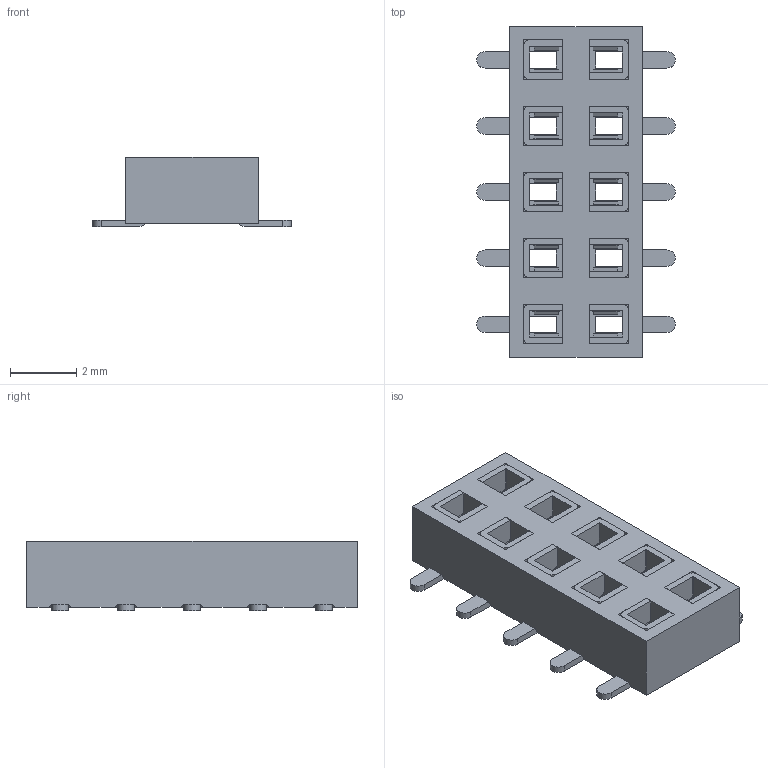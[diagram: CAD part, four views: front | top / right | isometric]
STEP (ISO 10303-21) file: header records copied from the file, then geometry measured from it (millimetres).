
FILE_DESCRIPTION(/* description */ ('Unknown'),/* implementation_level */ '2;1');
FILE_NAME(/* name */ 'J_Wurth_WR-PHD_62101021821',/* time_stamp */ '2025-04-28T11:37:48+08:00',/* author */ ('Unknown'),/* organization */ ('Unknown'),/* preprocessor_version */ 'ST-DEVELOPER v19.4',/* originating_system */ 'Solid Edge',/* authorisation */ 'Unknown');
FILE_SCHEMA (('AUTOMOTIVE_DESIGN {1 0 10303 214 3 1 1}'));
Length unit declared in the file: millimetre
Products named in the file (2): J_Wurth_WR-PHD_62101021821
Assembly tree (1 placements, depth 2):
  J_Wurth_WR-PHD_62101021821
    J_Wurth_WR-PHD_62101021821
Bounding box: 6 x 10 x 2.1 mm (x, y, z)
Volume: 62.5 mm3; surface area: 345.1 mm2
Topology: 11 solids, 11 shells, 746 faces, 2002 edges, 1268 vertices
Faces by surface type: plane 416, cylinder 290, bspline 40
Entity records: 23506 total; most frequent: CARTESIAN_POINT 4778, ORIENTED_EDGE 4004, DIRECTION 3758, EDGE_CURVE 2002, LINE 1342, VECTOR 1342, VERTEX_POINT 1268, AXIS2_PLACEMENT_3D 1208
